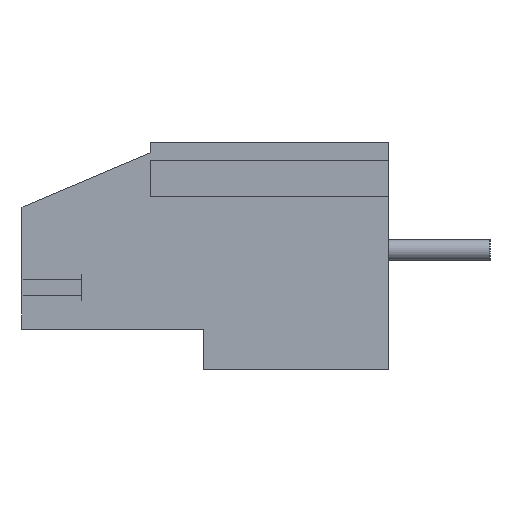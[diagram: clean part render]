
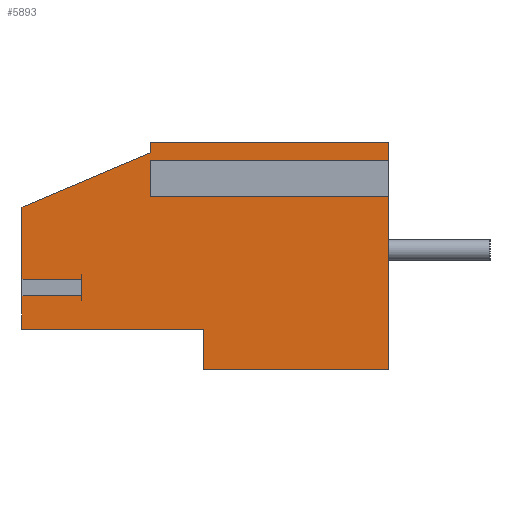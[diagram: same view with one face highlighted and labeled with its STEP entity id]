
A CAD part, left-side view. The second image highlights one B-rep face of the part: STEP entity #5893.
In plain terms, the highlighted planar face has unit normal (-1, 0, 0).
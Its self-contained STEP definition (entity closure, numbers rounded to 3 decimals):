
#753=FACE_OUTER_BOUND('',#1130,.T.);
#1130=EDGE_LOOP('',(#5175,#5176,#5177,#5178,#5179,#5180,#5181,#5182,#5183,
#5184,#5185,#5186,#5187,#5188,#5189,#5190));
#1149=LINE('',#7845,#1819);
#1154=LINE('',#7856,#1824);
#1156=LINE('',#7859,#1826);
#1157=LINE('',#7862,#1827);
#1165=LINE('',#7877,#1835);
#1186=LINE('',#7947,#1856);
#1192=LINE('',#7959,#1862);
#1195=LINE('',#7964,#1865);
#1745=LINE('',#9281,#2415);
#1747=LINE('',#9284,#2417);
#1749=LINE('',#9288,#2419);
#1763=LINE('',#9322,#2433);
#1801=LINE('',#9387,#2471);
#1812=LINE('',#9420,#2482);
#1813=LINE('',#9421,#2483);
#1814=LINE('',#9422,#2484);
#1819=VECTOR('',#6339,10.);
#1824=VECTOR('',#6348,10.);
#1826=VECTOR('',#6352,10.);
#1827=VECTOR('',#6355,10.);
#1835=VECTOR('',#6363,10.);
#1856=VECTOR('',#6422,10.);
#1862=VECTOR('',#6430,10.);
#1865=VECTOR('',#6437,10.);
#2415=VECTOR('',#7693,10.);
#2417=VECTOR('',#7697,10.);
#2419=VECTOR('',#7701,10.);
#2433=VECTOR('',#7733,10.);
#2471=VECTOR('',#7791,10.);
#2482=VECTOR('',#7828,10.);
#2483=VECTOR('',#7829,10.);
#2484=VECTOR('',#7830,10.);
#2487=VERTEX_POINT('',#7839);
#2489=VERTEX_POINT('',#7843);
#2492=VERTEX_POINT('',#7853);
#2493=VERTEX_POINT('',#7855);
#2494=VERTEX_POINT('',#7861);
#2501=VERTEX_POINT('',#7875);
#2529=VERTEX_POINT('',#7943);
#2531=VERTEX_POINT('',#7946);
#2534=VERTEX_POINT('',#7953);
#2536=VERTEX_POINT('',#7957);
#2949=VERTEX_POINT('',#9278);
#2950=VERTEX_POINT('',#9280);
#2951=VERTEX_POINT('',#9286);
#2962=VERTEX_POINT('',#9320);
#2979=VERTEX_POINT('',#9386);
#2988=VERTEX_POINT('',#9419);
#2992=EDGE_CURVE('',#2487,#2489,#1149,.T.);
#2997=EDGE_CURVE('',#2493,#2492,#1154,.T.);
#2999=EDGE_CURVE('',#2489,#2493,#1156,.T.);
#3000=EDGE_CURVE('',#2487,#2494,#1157,.T.);
#3008=EDGE_CURVE('',#2501,#2492,#1165,.T.);
#3042=EDGE_CURVE('',#2531,#2529,#1186,.T.);
#3048=EDGE_CURVE('',#2534,#2536,#1192,.T.);
#3051=EDGE_CURVE('',#2529,#2534,#1195,.T.);
#3673=EDGE_CURVE('',#2950,#2949,#1745,.T.);
#3675=EDGE_CURVE('',#2949,#2494,#1747,.T.);
#3677=EDGE_CURVE('',#2501,#2951,#1749,.T.);
#3693=EDGE_CURVE('',#2951,#2962,#1763,.T.);
#3731=EDGE_CURVE('',#2979,#2950,#1801,.T.);
#3746=EDGE_CURVE('',#2988,#2962,#1812,.T.);
#3747=EDGE_CURVE('',#2531,#2988,#1813,.T.);
#3748=EDGE_CURVE('',#2979,#2536,#1814,.T.);
#5175=ORIENTED_EDGE('',*,*,#2997,.T.);
#5176=ORIENTED_EDGE('',*,*,#3008,.F.);
#5177=ORIENTED_EDGE('',*,*,#3677,.T.);
#5178=ORIENTED_EDGE('',*,*,#3693,.T.);
#5179=ORIENTED_EDGE('',*,*,#3746,.F.);
#5180=ORIENTED_EDGE('',*,*,#3747,.F.);
#5181=ORIENTED_EDGE('',*,*,#3042,.T.);
#5182=ORIENTED_EDGE('',*,*,#3051,.T.);
#5183=ORIENTED_EDGE('',*,*,#3048,.T.);
#5184=ORIENTED_EDGE('',*,*,#3748,.F.);
#5185=ORIENTED_EDGE('',*,*,#3731,.T.);
#5186=ORIENTED_EDGE('',*,*,#3673,.T.);
#5187=ORIENTED_EDGE('',*,*,#3675,.T.);
#5188=ORIENTED_EDGE('',*,*,#3000,.F.);
#5189=ORIENTED_EDGE('',*,*,#2992,.T.);
#5190=ORIENTED_EDGE('',*,*,#2999,.T.);
#5568=PLANE('',#6329);
#5893=ADVANCED_FACE('',(#753),#5568,.T.);
#6329=AXIS2_PLACEMENT_3D('',#9418,#7826,#7827);
#6339=DIRECTION('',(0.,-1.,0.));
#6348=DIRECTION('',(0.,1.,0.));
#6352=DIRECTION('',(0.,0.,-1.));
#6355=DIRECTION('',(0.,0.,1.));
#6363=DIRECTION('',(0.,0.,1.));
#6422=DIRECTION('',(0.,1.,0.));
#6430=DIRECTION('',(0.,-1.,0.));
#6437=DIRECTION('',(0.,0.,1.));
#7693=DIRECTION('',(0.,0.,-1.));
#7697=DIRECTION('',(0.,0.92,-0.391));
#7701=DIRECTION('',(0.,-1.,0.));
#7733=DIRECTION('',(0.,0.,-1.));
#7791=DIRECTION('',(0.,1.,0.));
#7826=DIRECTION('center_axis',(-1.,0.,0.));
#7827=DIRECTION('ref_axis',(0.,0.,1.));
#7828=DIRECTION('',(0.,1.,0.));
#7829=DIRECTION('',(0.,0.,-1.));
#7830=DIRECTION('',(0.,0.,-1.));
#7839=CARTESIAN_POINT('',(-2.65,18.,-1.45));
#7843=CARTESIAN_POINT('',(-2.65,15.1,-1.45));
#7845=CARTESIAN_POINT('',(-2.65,9.,-1.45));
#7853=CARTESIAN_POINT('',(-2.65,18.,-2.25));
#7855=CARTESIAN_POINT('',(-2.65,15.1,-2.25));
#7856=CARTESIAN_POINT('',(-2.65,9.,-2.25));
#7859=CARTESIAN_POINT('',(-2.65,15.1,-3.875));
#7861=CARTESIAN_POINT('',(-2.65,18.,2.1));
#7862=CARTESIAN_POINT('',(-2.65,18.,5.3));
#7875=CARTESIAN_POINT('',(-2.65,18.,-3.9));
#7877=CARTESIAN_POINT('',(-2.65,18.,5.3));
#7943=CARTESIAN_POINT('',(-2.65,11.7,3.1));
#7946=CARTESIAN_POINT('',(-2.65,0.,3.1));
#7947=CARTESIAN_POINT('',(-2.65,0.,3.1));
#7953=CARTESIAN_POINT('',(-2.65,11.7,3.9));
#7957=CARTESIAN_POINT('',(-2.65,0.,3.9));
#7959=CARTESIAN_POINT('',(-2.65,0.,3.9));
#7964=CARTESIAN_POINT('',(-2.65,11.7,-1.2));
#9278=CARTESIAN_POINT('',(-2.65,11.7,4.78));
#9280=CARTESIAN_POINT('',(-2.65,11.7,5.3));
#9281=CARTESIAN_POINT('',(-2.65,11.7,-0.56));
#9284=CARTESIAN_POINT('',(-2.65,11.82,4.729));
#9286=CARTESIAN_POINT('',(-2.65,9.1,-3.9));
#9288=CARTESIAN_POINT('',(-2.65,4.55,-3.9));
#9320=CARTESIAN_POINT('',(-2.65,9.1,-5.9));
#9322=CARTESIAN_POINT('',(-2.65,9.1,-5.9));
#9386=CARTESIAN_POINT('',(-2.65,0.,5.3));
#9387=CARTESIAN_POINT('',(-2.65,0.,5.3));
#9418=CARTESIAN_POINT('Origin',(-2.65,0.,-5.9));
#9419=CARTESIAN_POINT('',(-2.65,0.,-5.9));
#9420=CARTESIAN_POINT('',(-2.65,0.,-5.9));
#9421=CARTESIAN_POINT('',(-2.65,0.,5.3));
#9422=CARTESIAN_POINT('',(-2.65,0.,5.3));
